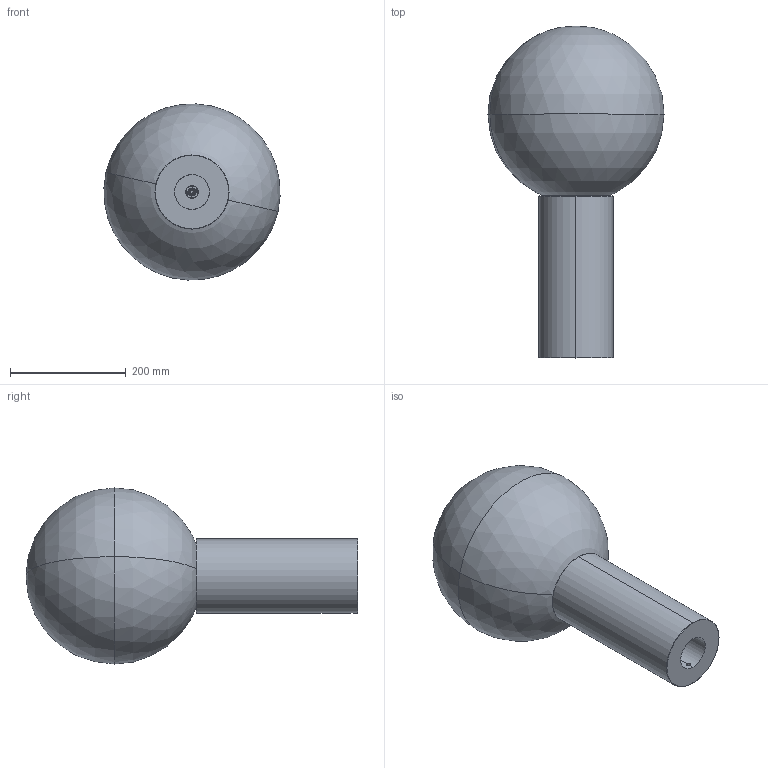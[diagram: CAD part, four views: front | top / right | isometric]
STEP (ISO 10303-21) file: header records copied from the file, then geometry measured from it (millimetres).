
FILE_DESCRIPTION (( 'STEP AP214' ), '1' );
FILE_NAME ('Pablo Designs - Pilar - CAD for Web.STEP', '2022-03-30T00:17:11', ( '' ), ( '' ), 'SwSTEP 2.0', 'SolidWorks 2019', '' );
FILE_SCHEMA (( 'AUTOMOTIVE_DESIGN' ));
Length unit declared in the file: inch
Products named in the file (6): BOLA 12 GLOBE, Recd 120621.STEP; E26 Socket Sub Assembly.STEP; Elise, 48_60, Marble Base, v1.STEP; Pablo Designs - Pilar - CAD for Web; Pilar Canopy_Updated Stamp.STEP; Pillar, Assembly, 06.STEP
Assembly tree (5 placements, depth 3):
  Pablo Designs - Pilar - CAD for Web
    Pillar, Assembly, 06.STEP
      Elise, 48_60, Marble Base, v1.STEP
      E26 Socket Sub Assembly.STEP
      Pilar Canopy_Updated Stamp.STEP
      BOLA 12 GLOBE, Recd 120621.STEP
Bounding box: 304.48 x 573.92 x 304.48 mm (x, y, z)
Volume: 3252108.1 mm3; surface area: 831606.4 mm2
Topology: 13 solids, 13 shells, 416 faces, 1135 edges, 747 vertices
Faces by surface type: bspline 177, cylinder 149, plane 48, torus 18, cone 12, sphere 12
Entity records: 27551 total; most frequent: CARTESIAN_POINT 18458, ORIENTED_EDGE 2258, EDGE_CURVE 1129, DIRECTION 1107, VERTEX_POINT 745, B_SPLINE_CURVE_WITH_KNOTS 687, AXIS2_PLACEMENT_3D 449, EDGE_LOOP 448
